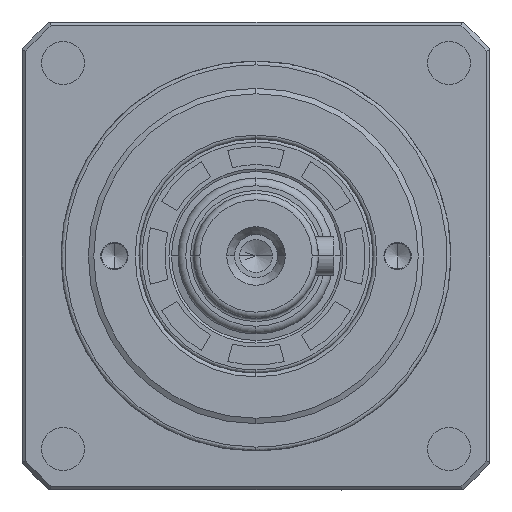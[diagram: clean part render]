
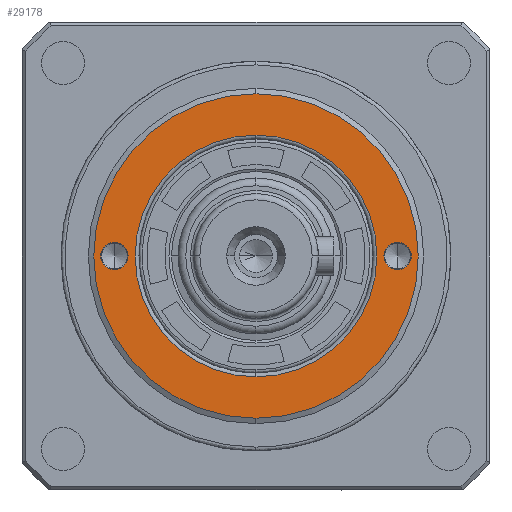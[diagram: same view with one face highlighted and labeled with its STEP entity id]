
A CAD part, left-side view. The second image highlights one B-rep face of the part: STEP entity #29178.
In plain terms, the highlighted planar face has unit normal (-1, 0, 0).
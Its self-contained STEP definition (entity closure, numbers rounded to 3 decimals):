
#219 = EDGE_CURVE ( 'NONE', #2541, #32574, #30593, .T. ) ;
#476 = EDGE_LOOP ( 'NONE', ( #25066, #11214 ) ) ;
#573 = CIRCLE ( 'NONE', #9167, 1.75 ) ;
#1109 = AXIS2_PLACEMENT_3D ( 'NONE', #24749, #24662, #24881 ) ;
#1664 = ORIENTED_EDGE ( 'NONE', *, *, #7747, .F. ) ;
#2416 = AXIS2_PLACEMENT_3D ( 'NONE', #24671, #24624, #24542 ) ;
#2541 = VERTEX_POINT ( 'NONE', #16727 ) ;
#3881 = CIRCLE ( 'NONE', #24145, 20.8 ) ;
#5439 = VERTEX_POINT ( 'NONE', #23401 ) ;
#7162 = EDGE_CURVE ( 'NONE', #34746, #5439, #11280, .T. ) ;
#7508 = CARTESIAN_POINT ( 'NONE',  ( 2., 0., -20.8 ) ) ;
#7520 = ORIENTED_EDGE ( 'NONE', *, *, #12052, .F. ) ;
#7747 = EDGE_CURVE ( 'NONE', #25317, #20067, #28550, .T. ) ;
#7849 = DIRECTION ( 'NONE',  ( -1., 0., 0. ) ) ;
#7963 = CIRCLE ( 'NONE', #15723, 1.75 ) ;
#8503 = CARTESIAN_POINT ( 'NONE',  ( 2., 0., -15.5 ) ) ;
#8547 = PLANE ( 'NONE',  #13376 ) ;
#8777 = VERTEX_POINT ( 'NONE', #20303 ) ;
#9167 = AXIS2_PLACEMENT_3D ( 'NONE', #28677, #28673, #28634 ) ;
#9551 = DIRECTION ( 'NONE',  ( -1., 0., 0. ) ) ;
#9726 = ORIENTED_EDGE ( 'NONE', *, *, #7162, .F. ) ;
#9820 = FACE_BOUND ( 'NONE', #17112, .T. ) ;
#11214 = ORIENTED_EDGE ( 'NONE', *, *, #18311, .F. ) ;
#11280 = CIRCLE ( 'NONE', #23050, 1.75 ) ;
#11337 = DIRECTION ( 'NONE',  ( 1., 0., 0. ) ) ;
#12052 = EDGE_CURVE ( 'NONE', #32574, #2541, #3881, .T. ) ;
#13376 = AXIS2_PLACEMENT_3D ( 'NONE', #27859, #11337, #30509 ) ;
#13642 = ORIENTED_EDGE ( 'NONE', *, *, #18911, .F. ) ;
#13967 = ORIENTED_EDGE ( 'NONE', *, *, #25396, .F. ) ;
#14098 = FACE_BOUND ( 'NONE', #21471, .T. ) ;
#15115 = CARTESIAN_POINT ( 'NONE',  ( 2., 0., 0. ) ) ;
#15723 = AXIS2_PLACEMENT_3D ( 'NONE', #16860, #9551, #26778 ) ;
#16350 = VERTEX_POINT ( 'NONE', #30169 ) ;
#16727 = CARTESIAN_POINT ( 'NONE',  ( 2., 0., 20.8 ) ) ;
#16860 = CARTESIAN_POINT ( 'NONE',  ( 2., 18.15, 0. ) ) ;
#17112 = EDGE_LOOP ( 'NONE', ( #13642, #9726 ) ) ;
#17880 = DIRECTION ( 'NONE',  ( 0., 0., 1. ) ) ;
#18311 = EDGE_CURVE ( 'NONE', #8777, #16350, #33957, .T. ) ;
#18759 = CARTESIAN_POINT ( 'NONE',  ( 2., 18.15, 0. ) ) ;
#18911 = EDGE_CURVE ( 'NONE', #5439, #34746, #573, .T. ) ;
#20067 = VERTEX_POINT ( 'NONE', #8503 ) ;
#20303 = CARTESIAN_POINT ( 'NONE',  ( 2., 18.15, -1.75 ) ) ;
#20664 = AXIS2_PLACEMENT_3D ( 'NONE', #15115, #34119, #17880 ) ;
#20680 = CARTESIAN_POINT ( 'NONE',  ( 2., -18.15, -1.75 ) ) ;
#21471 = EDGE_LOOP ( 'NONE', ( #1664, #13967 ) ) ;
#22294 = DIRECTION ( 'NONE',  ( 0., 0., 1. ) ) ;
#22368 = DIRECTION ( 'NONE',  ( -1., 0., 0. ) ) ;
#22374 = EDGE_CURVE ( 'NONE', #16350, #8777, #7963, .T. ) ;
#22417 = CARTESIAN_POINT ( 'NONE',  ( 2., -18.15, 0. ) ) ;
#23050 = AXIS2_PLACEMENT_3D ( 'NONE', #22417, #22368, #22294 ) ;
#23401 = CARTESIAN_POINT ( 'NONE',  ( 2., -18.15, 1.75 ) ) ;
#24087 = FACE_OUTER_BOUND ( 'NONE', #35209, .T. ) ;
#24145 = AXIS2_PLACEMENT_3D ( 'NONE', #25228, #27226, #30266 ) ;
#24542 = DIRECTION ( 'NONE',  ( 0., 0., 1. ) ) ;
#24624 = DIRECTION ( 'NONE',  ( -1., 0., 0. ) ) ;
#24662 = DIRECTION ( 'NONE',  ( 1., 0., 0. ) ) ;
#24671 = CARTESIAN_POINT ( 'NONE',  ( 2., 0., 0. ) ) ;
#24749 = CARTESIAN_POINT ( 'NONE',  ( 2., 0., 0. ) ) ;
#24881 = DIRECTION ( 'NONE',  ( 0., 0., -1. ) ) ;
#25066 = ORIENTED_EDGE ( 'NONE', *, *, #22374, .F. ) ;
#25228 = CARTESIAN_POINT ( 'NONE',  ( 2., 0., 0. ) ) ;
#25296 = DIRECTION ( 'NONE',  ( 0., 0., 1. ) ) ;
#25300 = ORIENTED_EDGE ( 'NONE', *, *, #219, .F. ) ;
#25317 = VERTEX_POINT ( 'NONE', #28484 ) ;
#25396 = EDGE_CURVE ( 'NONE', #20067, #25317, #31350, .T. ) ;
#25891 = FACE_BOUND ( 'NONE', #476, .T. ) ;
#26778 = DIRECTION ( 'NONE',  ( 0., 0., 1. ) ) ;
#27226 = DIRECTION ( 'NONE',  ( 1., 0., 0. ) ) ;
#27859 = CARTESIAN_POINT ( 'NONE',  ( 2., 15.5, 0. ) ) ;
#28484 = CARTESIAN_POINT ( 'NONE',  ( 2., 0., 15.5 ) ) ;
#28550 = CIRCLE ( 'NONE', #2416, 15.5 ) ;
#28634 = DIRECTION ( 'NONE',  ( 0., 0., 1. ) ) ;
#28673 = DIRECTION ( 'NONE',  ( -1., 0., 0. ) ) ;
#28677 = CARTESIAN_POINT ( 'NONE',  ( 2., -18.15, 0. ) ) ;
#29178 = ADVANCED_FACE ( 'NONE', ( #9820, #14098, #24087, #25891 ), #8547, .F. ) ;
#30169 = CARTESIAN_POINT ( 'NONE',  ( 2., 18.15, 1.75 ) ) ;
#30266 = DIRECTION ( 'NONE',  ( 0., 0., -1. ) ) ;
#30509 = DIRECTION ( 'NONE',  ( 0., 0., -1. ) ) ;
#30593 = CIRCLE ( 'NONE', #1109, 20.8 ) ;
#31350 = CIRCLE ( 'NONE', #20664, 15.5 ) ;
#32574 = VERTEX_POINT ( 'NONE', #7508 ) ;
#33957 = CIRCLE ( 'NONE', #34963, 1.75 ) ;
#34119 = DIRECTION ( 'NONE',  ( -1., 0., 0. ) ) ;
#34746 = VERTEX_POINT ( 'NONE', #20680 ) ;
#34963 = AXIS2_PLACEMENT_3D ( 'NONE', #18759, #7849, #25296 ) ;
#35209 = EDGE_LOOP ( 'NONE', ( #7520, #25300 ) ) ;
